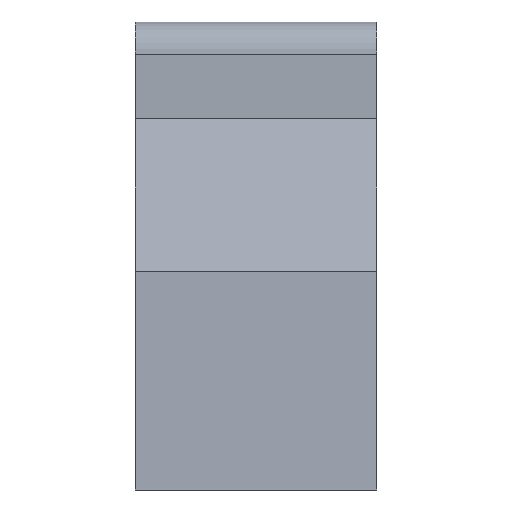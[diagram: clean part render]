
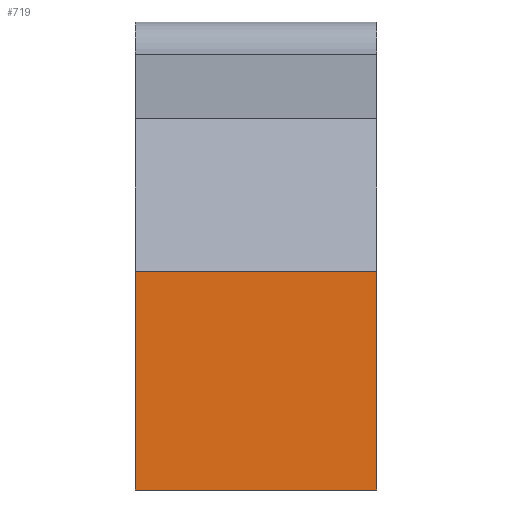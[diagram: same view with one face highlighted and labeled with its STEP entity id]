
A CAD part, left-side view. The second image highlights one B-rep face of the part: STEP entity #719.
In plain terms, the highlighted planar face has unit normal (-0.999, 0, 0.035).
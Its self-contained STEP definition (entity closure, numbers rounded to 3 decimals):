
#49=FACE_OUTER_BOUND('',#86,.T.);
#86=EDGE_LOOP('',(#549,#550,#551,#552));
#160=LINE('',#1132,#250);
#163=LINE('',#1138,#253);
#164=LINE('',#1140,#254);
#165=LINE('',#1141,#255);
#250=VECTOR('',#883,10.);
#253=VECTOR('',#888,10.);
#254=VECTOR('',#889,10.);
#255=VECTOR('',#890,10.);
#334=VERTEX_POINT('',#1129);
#335=VERTEX_POINT('',#1131);
#337=VERTEX_POINT('',#1137);
#338=VERTEX_POINT('',#1139);
#420=EDGE_CURVE('',#334,#335,#160,.T.);
#423=EDGE_CURVE('',#334,#337,#163,.T.);
#424=EDGE_CURVE('',#337,#338,#164,.T.);
#425=EDGE_CURVE('',#338,#335,#165,.T.);
#549=ORIENTED_EDGE('',*,*,#423,.T.);
#550=ORIENTED_EDGE('',*,*,#424,.T.);
#551=ORIENTED_EDGE('',*,*,#425,.T.);
#552=ORIENTED_EDGE('',*,*,#420,.F.);
#682=PLANE('',#764);
#719=ADVANCED_FACE('',(#49),#682,.F.);
#764=AXIS2_PLACEMENT_3D('',#1136,#886,#887);
#883=DIRECTION('',(0.,1.,0.));
#886=DIRECTION('center_axis',(0.999,0.,-0.035));
#887=DIRECTION('ref_axis',(-0.035,0.,-0.999));
#888=DIRECTION('',(0.035,0.,0.999));
#889=DIRECTION('',(0.,1.,0.));
#890=DIRECTION('',(-0.035,0.,-0.999));
#1129=CARTESIAN_POINT('',(-193.362,13.275,-16.669));
#1131=CARTESIAN_POINT('',(-193.362,28.275,-16.669));
#1132=CARTESIAN_POINT('',(-193.362,13.275,-16.669));
#1136=CARTESIAN_POINT('Origin',(-192.889,13.275,-3.108));
#1137=CARTESIAN_POINT('',(-192.889,13.275,-3.108));
#1138=CARTESIAN_POINT('',(-192.906,13.275,-3.6));
#1139=CARTESIAN_POINT('',(-192.889,28.275,-3.108));
#1140=CARTESIAN_POINT('',(-192.889,13.275,-3.108));
#1141=CARTESIAN_POINT('',(-192.906,28.275,-3.6));
